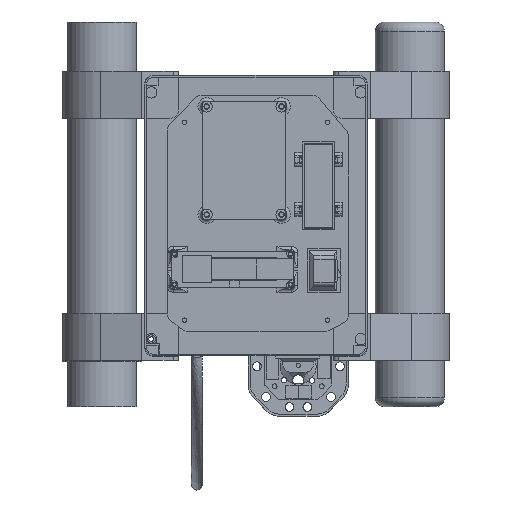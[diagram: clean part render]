
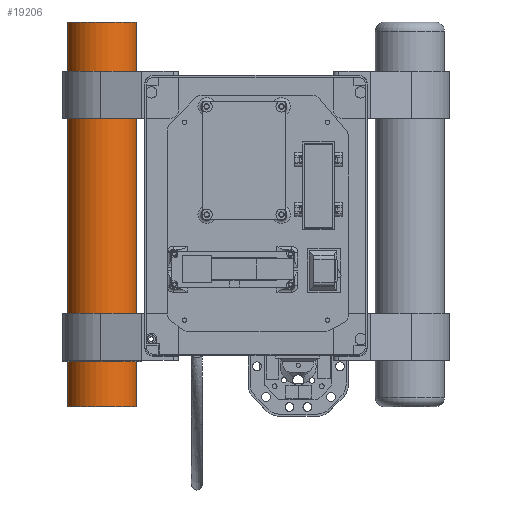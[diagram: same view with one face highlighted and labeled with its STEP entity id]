
A CAD part, top view. The second image highlights one B-rep face of the part: STEP entity #19206.
In plain terms, the highlighted cylindrical face has radius 31.5 mm (diameter 63 mm), a full revolution.
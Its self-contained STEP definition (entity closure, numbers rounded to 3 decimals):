
#2195=FACE_OUTER_BOUND('',#3488,.T.);
#3488=EDGE_LOOP('',(#17707,#17708,#17709,#17710));
#5329=LINE('',#33348,#7170);
#7170=VECTOR('',#26409,31.5);
#7944=CIRCLE('',#21067,31.5);
#7945=CIRCLE('',#21069,31.5);
#9684=VERTEX_POINT('',#33343);
#9685=VERTEX_POINT('',#33346);
#12365=EDGE_CURVE('',#9684,#9684,#7944,.T.);
#12366=EDGE_CURVE('',#9685,#9685,#7945,.T.);
#12367=EDGE_CURVE('',#9685,#9684,#5329,.T.);
#17707=ORIENTED_EDGE('',*,*,#12366,.F.);
#17708=ORIENTED_EDGE('',*,*,#12367,.T.);
#17709=ORIENTED_EDGE('',*,*,#12365,.F.);
#17710=ORIENTED_EDGE('',*,*,#12367,.F.);
#18193=CYLINDRICAL_SURFACE('',#21068,31.5);
#19206=ADVANCED_FACE('',(#2195),#18193,.T.);
#21067=AXIS2_PLACEMENT_3D('',#33344,#26403,#26404);
#21068=AXIS2_PLACEMENT_3D('',#33345,#26405,#26406);
#21069=AXIS2_PLACEMENT_3D('',#33347,#26407,#26408);
#26403=DIRECTION('center_axis',(0.,1.,0.));
#26404=DIRECTION('ref_axis',(1.,0.,0.));
#26405=DIRECTION('center_axis',(0.,-1.,0.));
#26406=DIRECTION('ref_axis',(1.,0.,0.));
#26407=DIRECTION('center_axis',(0.,-1.,0.));
#26408=DIRECTION('ref_axis',(1.,0.,0.));
#26409=DIRECTION('',(0.,1.,0.));
#33343=CARTESIAN_POINT('',(-171.559,176.3,-36.5));
#33344=CARTESIAN_POINT('Origin',(-140.059,176.3,-36.5));
#33345=CARTESIAN_POINT('Origin',(-140.059,-123.7,-36.5));
#33346=CARTESIAN_POINT('',(-171.559,-173.7,-36.5));
#33347=CARTESIAN_POINT('Origin',(-140.059,-173.7,-36.5));
#33348=CARTESIAN_POINT('',(-171.559,-123.7,-36.5));
